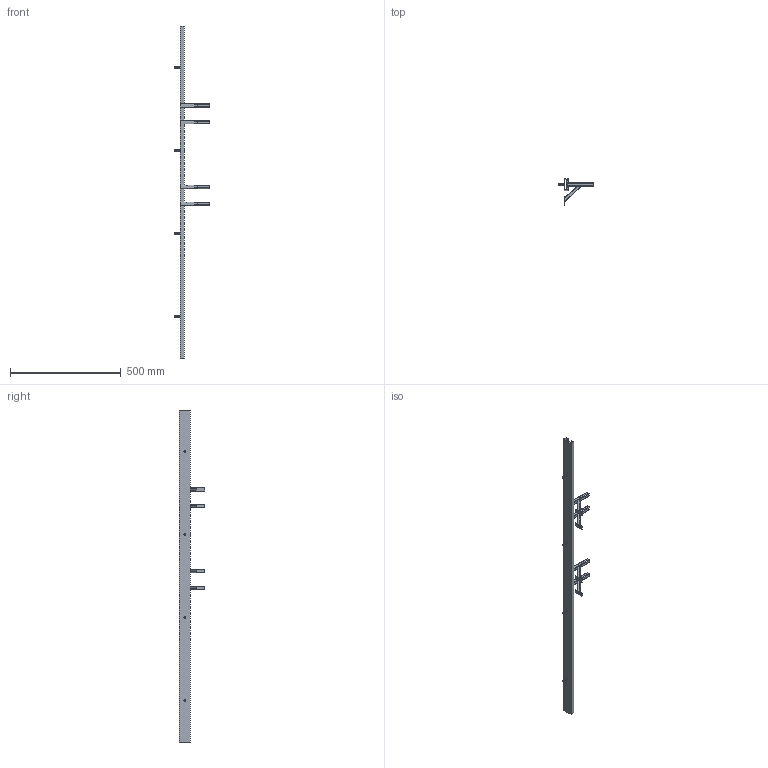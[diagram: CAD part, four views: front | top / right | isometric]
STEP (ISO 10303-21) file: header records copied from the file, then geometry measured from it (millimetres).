
FILE_DESCRIPTION (( 'STEP AP203' ), '1' );
FILE_NAME ('Beam mould hanger.STEP', '2019-12-26T21:21:35', ( '' ), ( '' ), 'SwSTEP 2.0', 'SolidWorks 2016', '' );
FILE_SCHEMA (( 'CONFIG_CONTROL_DESIGN' ));
Length unit declared in the file: millimetre
Products named in the file (1): Beam mould hanger
Bounding box: 161 x 116.75 x 1500 mm (x, y, z)
Volume: 567405.7 mm3; surface area: 440303.2 mm2
Topology: 23 solids, 23 shells, 978 faces, 2528 edges, 1596 vertices
Faces by surface type: cone 464, cylinder 280, plane 226, torus 8
Entity records: 30113 total; most frequent: DIRECTION 5614, CARTESIAN_POINT 5383, ORIENTED_EDGE 5040, EDGE_CURVE 2520, AXIS2_PLACEMENT_3D 2211, VERTEX_POINT 1596, CIRCLE 1232, LINE 1192
